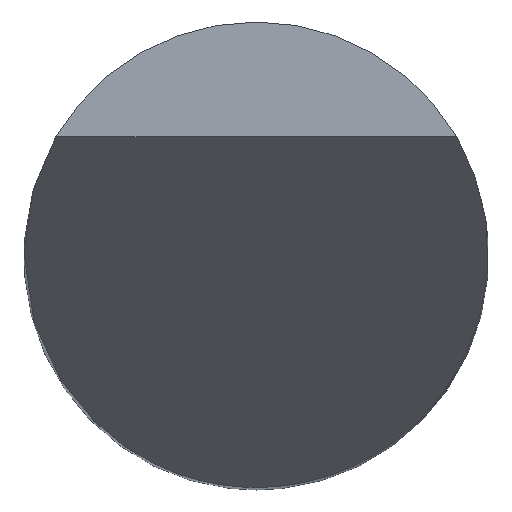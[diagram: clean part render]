
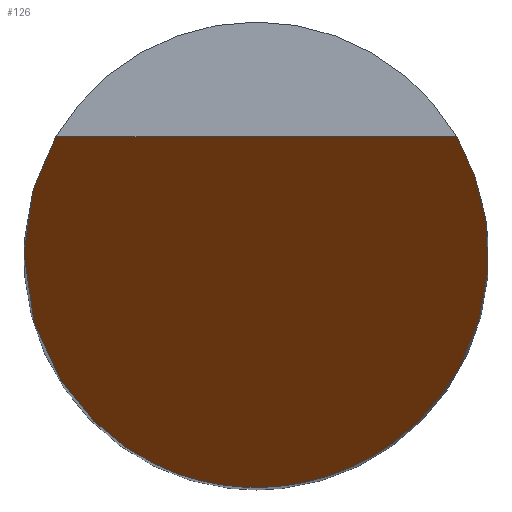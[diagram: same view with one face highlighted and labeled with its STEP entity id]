
A CAD part, top view. The second image highlights one B-rep face of the part: STEP entity #126.
In plain terms, the highlighted planar face has unit normal (0, -0.866, 0.5).
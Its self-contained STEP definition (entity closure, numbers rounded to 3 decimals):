
#55=PLANE('',#641);
#85=LINE('',#1029,#107);
#107=VECTOR('',#731,1.);
#126=ADVANCED_FACE('',(#166),#55,.F.);
#166=FACE_OUTER_BOUND('',#200,.T.);
#200=EDGE_LOOP('',(#319,#320,#321));
#319=ORIENTED_EDGE('',*,*,#476,.T.);
#320=ORIENTED_EDGE('',*,*,#514,.T.);
#321=ORIENTED_EDGE('',*,*,#515,.T.);
#424=VERTEX_POINT('',#868);
#425=VERTEX_POINT('',#873);
#449=VERTEX_POINT('',#1023);
#476=EDGE_CURVE('',#425,#424,#578,.T.);
#514=EDGE_CURVE('',#424,#449,#584,.T.);
#515=EDGE_CURVE('',#449,#425,#85,.T.);
#578=(
BOUNDED_CURVE()
B_SPLINE_CURVE(3,(#869,#870,#871,#872),.UNSPECIFIED.,.F.,.F.)
B_SPLINE_CURVE_WITH_KNOTS((4,4),(0.,1.),.UNSPECIFIED.)
CURVE()
GEOMETRIC_REPRESENTATION_ITEM()
RATIONAL_B_SPLINE_CURVE((1.,0.665,0.665,1.))
REPRESENTATION_ITEM('')
);
#584=(
BOUNDED_CURVE()
B_SPLINE_CURVE(3,(#1024,#1025,#1026,#1027),.UNSPECIFIED.,.F.,.F.)
B_SPLINE_CURVE_WITH_KNOTS((4,4),(0.,1.),.UNSPECIFIED.)
CURVE()
GEOMETRIC_REPRESENTATION_ITEM()
RATIONAL_B_SPLINE_CURVE((1.,0.665,0.665,1.))
REPRESENTATION_ITEM('')
);
#641=AXIS2_PLACEMENT_3D('',#1031,#734,#735);
#731=DIRECTION('',(-1.,0.,0.));
#734=DIRECTION('',(0.,0.866,-0.5));
#735=DIRECTION('',(0.,0.5,0.866));
#868=CARTESIAN_POINT('',(0.,-2.,-3.464));
#869=CARTESIAN_POINT('',(-1.726,1.01,1.75));
#870=CARTESIAN_POINT('',(-2.605,-0.491,-0.85));
#871=CARTESIAN_POINT('',(-1.74,-2.,-3.464));
#872=CARTESIAN_POINT('',(0.,-2.,-3.464));
#873=CARTESIAN_POINT('',(-1.726,1.01,1.75));
#1023=CARTESIAN_POINT('',(1.726,1.01,1.75));
#1024=CARTESIAN_POINT('',(0.,-2.,-3.464));
#1025=CARTESIAN_POINT('',(1.74,-2.,-3.464));
#1026=CARTESIAN_POINT('',(2.605,-0.491,-0.85));
#1027=CARTESIAN_POINT('',(1.726,1.01,1.75));
#1029=CARTESIAN_POINT('',(0.,1.01,1.75));
#1031=CARTESIAN_POINT('',(2.,-2.,-3.464));
